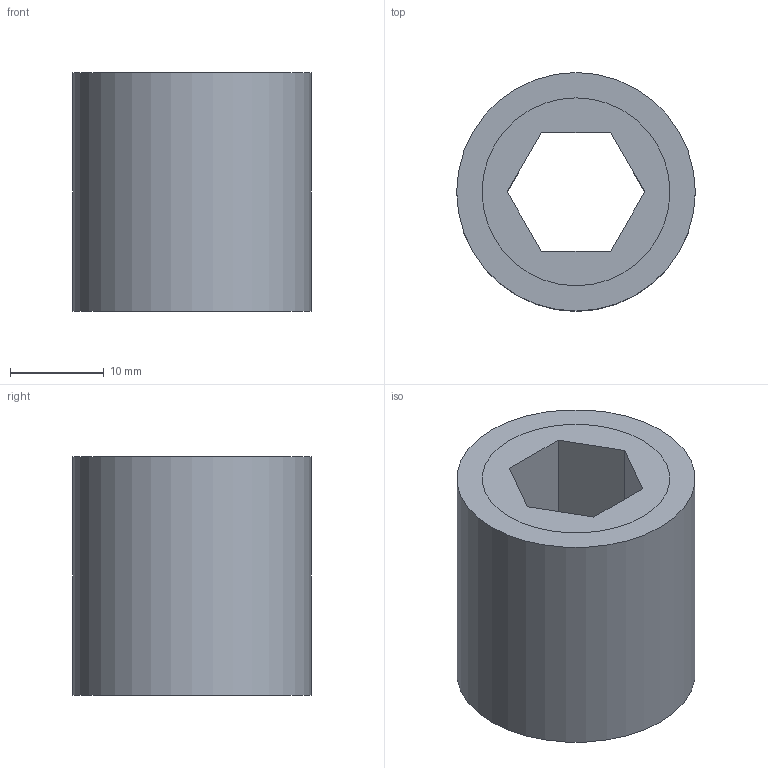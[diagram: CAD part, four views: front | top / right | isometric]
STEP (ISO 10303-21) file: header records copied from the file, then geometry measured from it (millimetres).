
FILE_DESCRIPTION (( 'STEP AP214' ), '1' );
FILE_NAME ('am-4541 Sushi Roller 500 Hex Bore.STEP', '2021-03-09T19:15:01', ( '' ), ( '' ), 'SwSTEP 2.0', 'SolidWorks 2019', '' );
FILE_SCHEMA (( 'AUTOMOTIVE_DESIGN' ));
Length unit declared in the file: millimetre
Products named in the file (1): am-4541 Sushi Roller 500 Hex Bore
Bounding box: 25.4 x 25.4 x 25.4 mm (x, y, z)
Volume: 9322.5 mm3; surface area: 7070.2 mm2
Topology: 2 solids, 2 shells, 13 faces, 27 edges, 18 vertices
Faces by surface type: plane 10, cylinder 3
Full cylindrical faces by diameter (mm): 20 x2, 25.4 x1
Entity records: 526 total; most frequent: DIRECTION 58, CARTESIAN_POINT 56, ORIENTED_EDGE 48, EDGE_CURVE 24, AXIS2_PLACEMENT_3D 20, EDGE_LOOP 20, VECTOR 18, VERTEX_POINT 18
